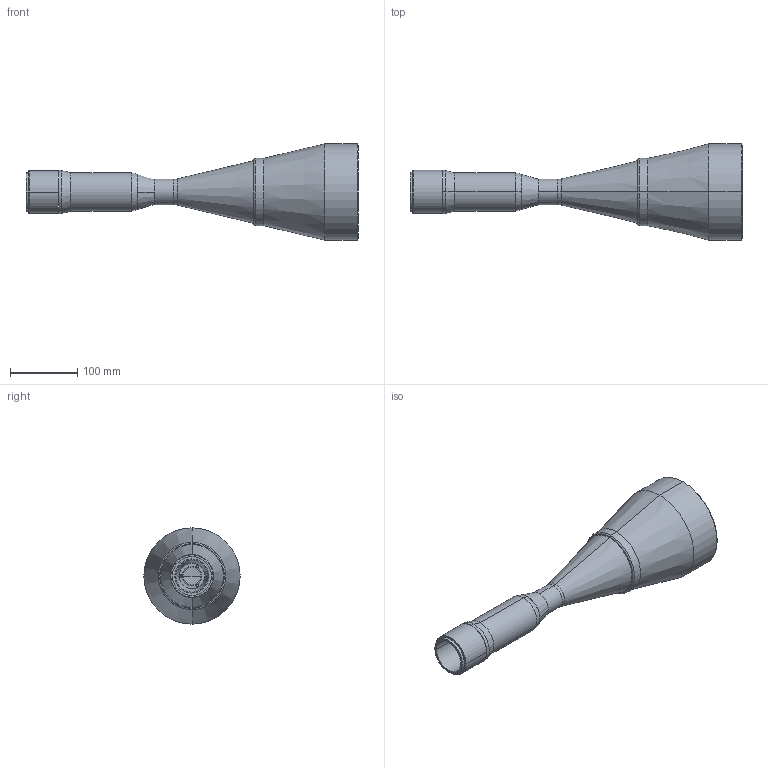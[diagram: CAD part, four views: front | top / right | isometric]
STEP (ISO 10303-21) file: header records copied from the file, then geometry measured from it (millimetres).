
FILE_DESCRIPTION (( 'STEP AP203' ), '1' );
FILE_NAME ('TC16M096-Q.STEP', '2014-06-27T15:47:30', ( 'user' ), ( '' ), 'SwSTEP 2.0', 'SolidWorks 2013', '' );
FILE_SCHEMA (( 'CONFIG_CONTROL_DESIGN' ));
Length unit declared in the file: millimetre
Products named in the file (1): TC16M096-Q
Bounding box: 493.2 x 143 x 143 mm (x, y, z)
Surface area: 167725.3 mm2 (no closed solid volume)
Topology: 0 solids, 9 shells, 70 faces, 178 edges, 120 vertices
Faces by surface type: cylinder 28, plane 19, cone 15, torus 6, sphere 2
Entity records: 2242 total; most frequent: DIRECTION 433, CARTESIAN_POINT 381, ORIENTED_EDGE 304, AXIS2_PLACEMENT_3D 188, EDGE_CURVE 178, VERTEX_POINT 120, CIRCLE 117, EDGE_LOOP 87
